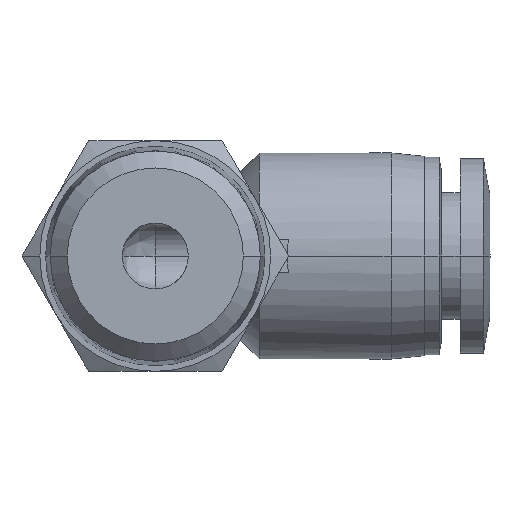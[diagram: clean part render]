
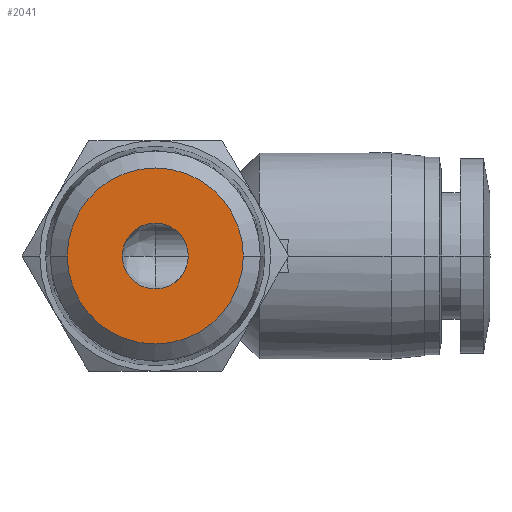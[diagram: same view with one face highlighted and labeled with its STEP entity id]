
A CAD part, front view. The second image highlights one B-rep face of the part: STEP entity #2041.
In plain terms, the highlighted planar face has unit normal (0, -1, 0).
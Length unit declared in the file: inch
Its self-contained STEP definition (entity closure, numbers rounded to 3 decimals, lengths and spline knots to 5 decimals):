
#72 = DIRECTION ( 'NONE',  ( 0., 1., 0. ) ) ;
#112 = EDGE_LOOP ( 'NONE', ( #2182, #1166 ) ) ;
#187 = CARTESIAN_POINT ( 'NONE',  ( -0.07874, -0.62992, 0. ) ) ;
#271 = DIRECTION ( 'NONE',  ( 0., -1., 0. ) ) ;
#344 = ORIENTED_EDGE ( 'NONE', *, *, #1303, .F. ) ;
#478 = DIRECTION ( 'NONE',  ( -1., 0., 0. ) ) ;
#479 = DIRECTION ( 'NONE',  ( 0., 1., 0. ) ) ;
#490 = CARTESIAN_POINT ( 'NONE',  ( 0., -0.62992, 0. ) ) ;
#515 = CIRCLE ( 'NONE', #2138, 0.07874 ) ;
#588 = EDGE_CURVE ( 'NONE', #3342, #2176, #2749, .T. ) ;
#600 = CIRCLE ( 'NONE', #1061, 0.21014 ) ;
#677 = DIRECTION ( 'NONE',  ( 0., 1., 0. ) ) ;
#804 = DIRECTION ( 'NONE',  ( 0., 1., 0. ) ) ;
#1006 = VERTEX_POINT ( 'NONE', #2033 ) ;
#1061 = AXIS2_PLACEMENT_3D ( 'NONE', #2365, #804, #2648 ) ;
#1081 = EDGE_LOOP ( 'NONE', ( #3250, #344 ) ) ;
#1096 = AXIS2_PLACEMENT_3D ( 'NONE', #2243, #677, #2517 ) ;
#1118 = CIRCLE ( 'NONE', #1096, 0.07874 ) ;
#1166 = ORIENTED_EDGE ( 'NONE', *, *, #1457, .T. ) ;
#1303 = EDGE_CURVE ( 'NONE', #2176, #3342, #600, .T. ) ;
#1356 = FACE_BOUND ( 'NONE', #112, .T. ) ;
#1457 = EDGE_CURVE ( 'NONE', #1006, #2787, #515, .T. ) ;
#1601 = CARTESIAN_POINT ( 'NONE',  ( 0., -0.62992, 0. ) ) ;
#1605 = CARTESIAN_POINT ( 'NONE',  ( 0.21014, -0.62992, 0. ) ) ;
#1658 = AXIS2_PLACEMENT_3D ( 'NONE', #490, #479, #478 ) ;
#1697 = CARTESIAN_POINT ( 'NONE',  ( -0.21014, -0.62992, 0. ) ) ;
#1816 = CARTESIAN_POINT ( 'NONE',  ( -0.10507, -0.62992, 0. ) ) ;
#1878 = DIRECTION ( 'NONE',  ( -1., 0., 0. ) ) ;
#2033 = CARTESIAN_POINT ( 'NONE',  ( 0.07874, -0.62992, 0. ) ) ;
#2041 = ADVANCED_FACE ( 'NONE', ( #1356, #2094 ), #2322, .T. ) ;
#2085 = DIRECTION ( 'NONE',  ( 0., 0., -1. ) ) ;
#2094 = FACE_OUTER_BOUND ( 'NONE', #1081, .T. ) ;
#2138 = AXIS2_PLACEMENT_3D ( 'NONE', #1601, #72, #1878 ) ;
#2176 = VERTEX_POINT ( 'NONE', #1605 ) ;
#2182 = ORIENTED_EDGE ( 'NONE', *, *, #2707, .T. ) ;
#2243 = CARTESIAN_POINT ( 'NONE',  ( 0., -0.62992, 0. ) ) ;
#2322 = PLANE ( 'NONE',  #2580 ) ;
#2365 = CARTESIAN_POINT ( 'NONE',  ( 0., -0.62992, 0. ) ) ;
#2517 = DIRECTION ( 'NONE',  ( -1., 0., 0. ) ) ;
#2580 = AXIS2_PLACEMENT_3D ( 'NONE', #1816, #271, #2085 ) ;
#2648 = DIRECTION ( 'NONE',  ( -1., 0., 0. ) ) ;
#2707 = EDGE_CURVE ( 'NONE', #2787, #1006, #1118, .T. ) ;
#2749 = CIRCLE ( 'NONE', #1658, 0.21014 ) ;
#2787 = VERTEX_POINT ( 'NONE', #187 ) ;
#3250 = ORIENTED_EDGE ( 'NONE', *, *, #588, .F. ) ;
#3342 = VERTEX_POINT ( 'NONE', #1697 ) ;
